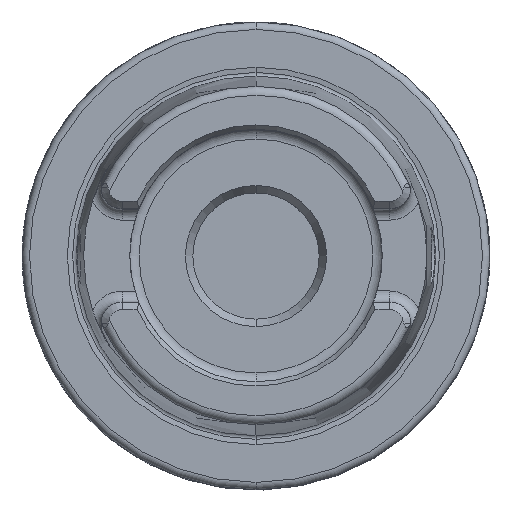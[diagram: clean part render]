
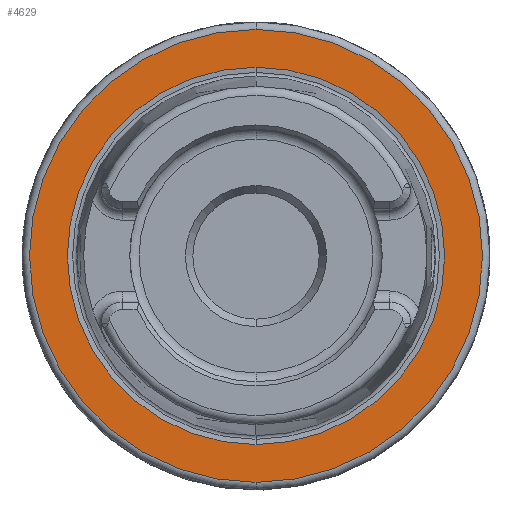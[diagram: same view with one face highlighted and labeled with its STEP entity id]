
A CAD part, top view. The second image highlights one B-rep face of the part: STEP entity #4629.
In plain terms, the highlighted planar face has unit normal (0, 0, 1).
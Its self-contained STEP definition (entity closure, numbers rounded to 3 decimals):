
#1264=CARTESIAN_POINT('',(0,0,26));
#1265=DIRECTION('',(0,0,-1));
#1266=DIRECTION('',(0,1,0));
#1267=AXIS2_PLACEMENT_3D('',#1264,#1265,#1266);
#1277=CARTESIAN_POINT('',(0,0,26));
#1278=DIRECTION('',(0,0,1));
#1279=DIRECTION('',(0,1,0));
#1280=AXIS2_PLACEMENT_3D('',#1277,#1278,#1279);
#1282=CARTESIAN_POINT('',(0,0,26));
#1283=DIRECTION('',(0,0,1));
#1284=DIRECTION('',(0,1,0));
#1285=AXIS2_PLACEMENT_3D('',#1282,#1283,#1284);
#1287=CARTESIAN_POINT('',(0,0,26));
#1288=DIRECTION('',(0,0,1));
#1289=DIRECTION('',(0,-1,0));
#1290=AXIS2_PLACEMENT_3D('',#1287,#1288,#1289);
#2840=CARTESIAN_POINT('',(0,25.409,26));
#2842=VERTEX_POINT('',#2840);
#2876=CARTESIAN_POINT('',(0,-25.409,26));
#2878=VERTEX_POINT('',#2876);
#2942=CARTESIAN_POINT('',(0,30.5,26));
#2943=CARTESIAN_POINT('',(0,-30.5,26));
#2944=VERTEX_POINT('',#2942);
#2945=VERTEX_POINT('',#2943);
#4614=CARTESIAN_POINT('',(0,0,26));
#4615=DIRECTION('',(0,0,-1));
#4616=DIRECTION('',(0,-1,0));
#4617=AXIS2_PLACEMENT_3D('',#4614,#4615,#4616);
#4618=PLANE('',#4617);
#4620=ORIENTED_EDGE('',*,*,#4619,.F.);
#4622=ORIENTED_EDGE('',*,*,#4621,.F.);
#4623=EDGE_LOOP('',(#4620,#4622));
#4624=FACE_OUTER_BOUND('',#4623,.F.);
#4625=ORIENTED_EDGE('',*,*,#4609,.T.);
#4626=ORIENTED_EDGE('',*,*,#4593,.F.);
#4627=EDGE_LOOP('',(#4625,#4626));
#4628=FACE_BOUND('',#4627,.F.);
#4629=ADVANCED_FACE('',(#4624,#4628),#4618,.F.);
#1268=CIRCLE('',#1267,25.409);
#1281=CIRCLE('',#1280,25.409);
#1286=CIRCLE('',#1285,30.5);
#1291=CIRCLE('',#1290,30.5);
#4593=EDGE_CURVE('',#2842,#2878,#1268,.T.);
#4609=EDGE_CURVE('',#2842,#2878,#1281,.T.);
#4619=EDGE_CURVE('',#2944,#2945,#1286,.T.);
#4621=EDGE_CURVE('',#2945,#2944,#1291,.T.);
